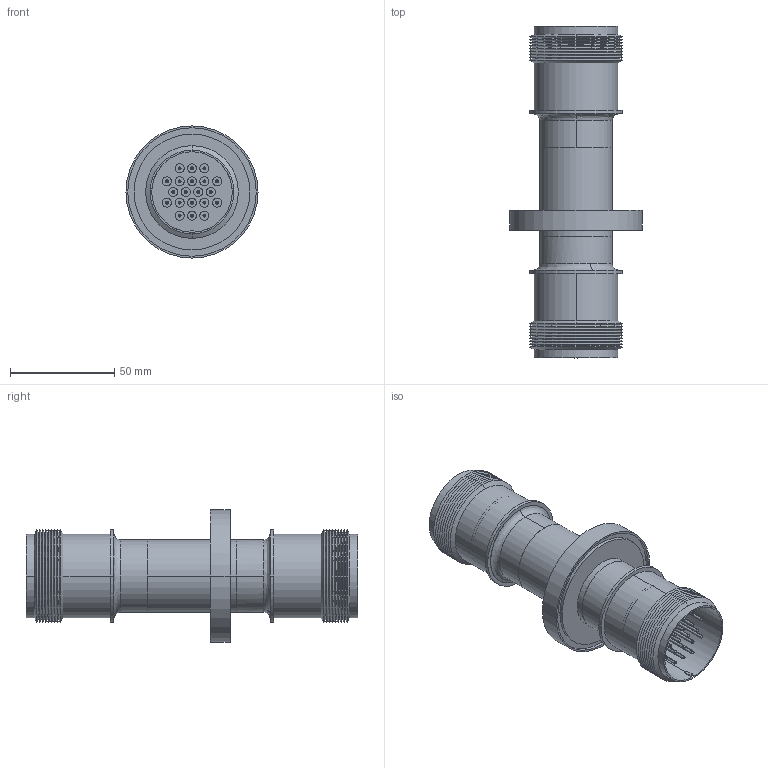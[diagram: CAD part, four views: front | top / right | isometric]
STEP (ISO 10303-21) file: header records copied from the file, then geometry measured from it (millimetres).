
FILE_DESCRIPTION (( 'STEP AP203' ), '1' );
FILE_NAME ('A1180-1-W.STEP', '2013-03-18T13:54:20', ( '' ), ( '' ), 'SwSTEP 2.0', 'SolidWorks 2012', '' );
FILE_SCHEMA (( 'CONFIG_CONTROL_DESIGN' ));
Length unit declared in the file: inch
Products named in the file (1): A1180-1-W
Bounding box: 63.37 x 159.13 x 63.37 mm (x, y, z)
Volume: 58786.8 mm3; surface area: 78325.7 mm2
Topology: 1 solids, 2 shells, 909 faces, 2137 edges, 1398 vertices
Faces by surface type: cylinder 513, plane 196, bspline 128, cone 72
Entity records: 28546 total; most frequent: CARTESIAN_POINT 6761, DIRECTION 4922, ORIENTED_EDGE 4274, EDGE_CURVE 2137, AXIS2_PLACEMENT_3D 2135, VERTEX_POINT 1398, CIRCLE 1353, EDGE_LOOP 1241
